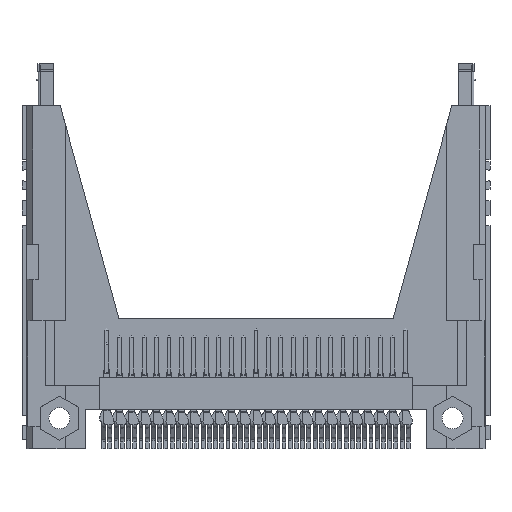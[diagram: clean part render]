
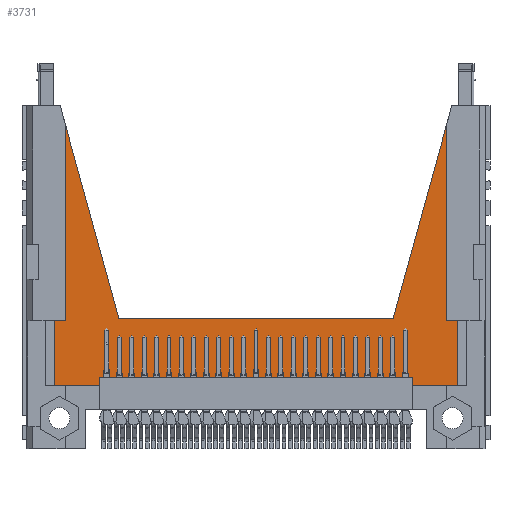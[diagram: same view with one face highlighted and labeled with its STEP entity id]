
A CAD part, top view. The second image highlights one B-rep face of the part: STEP entity #3731.
In plain terms, the highlighted planar face has unit normal (0, 0, 1).
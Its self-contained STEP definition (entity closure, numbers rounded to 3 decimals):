
#3731 = ADVANCED_FACE( '', ( #7196 ), #7197, .F. );
#7196 = FACE_OUTER_BOUND( '', #10778, .T. );
#7197 = PLANE( '', #10779 );
#10778 = EDGE_LOOP( '', ( #20254, #20255, #20256, #20257, #20258, #20259, #20260, #20261, #20262, #20263, #20264, #20265, #20266, #20267 ) );
#10779 = AXIS2_PLACEMENT_3D( '', #20268, #20269, #20270 );
#20254 = ORIENTED_EDGE( '', *, *, #23927, .F. );
#20255 = ORIENTED_EDGE( '', *, *, #21067, .F. );
#20256 = ORIENTED_EDGE( '', *, *, #23441, .T. );
#20257 = ORIENTED_EDGE( '', *, *, #22385, .F. );
#20258 = ORIENTED_EDGE( '', *, *, #22066, .F. );
#20259 = ORIENTED_EDGE( '', *, *, #23176, .F. );
#20260 = ORIENTED_EDGE( '', *, *, #21014, .T. );
#20261 = ORIENTED_EDGE( '', *, *, #21732, .F. );
#20262 = ORIENTED_EDGE( '', *, *, #24161, .F. );
#20263 = ORIENTED_EDGE( '', *, *, #20785, .F. );
#20264 = ORIENTED_EDGE( '', *, *, #24145, .F. );
#20265 = ORIENTED_EDGE( '', *, *, #21676, .T. );
#20266 = ORIENTED_EDGE( '', *, *, #23877, .T. );
#20267 = ORIENTED_EDGE( '', *, *, #24165, .F. );
#20268 = CARTESIAN_POINT( '', ( 20.625, -10.2, 0.5 ) );
#20269 = DIRECTION( '', ( 0., 0., -1. ) );
#20270 = DIRECTION( '', ( -1., 0., 0. ) );
#20785 = EDGE_CURVE( '', #24845, #24841, #24847, .T. );
#21014 = EDGE_CURVE( '', #25249, #25247, #25250, .T. );
#21067 = EDGE_CURVE( '', #25337, #25340, #25341, .T. );
#21676 = EDGE_CURVE( '', #26340, #26338, #26341, .T. );
#21732 = EDGE_CURVE( '', #26431, #25247, #26433, .T. );
#22066 = EDGE_CURVE( '', #26963, #26965, #26966, .T. );
#22385 = EDGE_CURVE( '', #26965, #27432, #27433, .T. );
#23176 = EDGE_CURVE( '', #25249, #26963, #28508, .T. );
#23441 = EDGE_CURVE( '', #25337, #27432, #28835, .T. );
#23877 = EDGE_CURVE( '', #26338, #29339, #29341, .T. );
#23927 = EDGE_CURVE( '', #25340, #29393, #29394, .T. );
#24145 = EDGE_CURVE( '', #26340, #24845, #29625, .T. );
#24161 = EDGE_CURVE( '', #24841, #26431, #29641, .T. );
#24165 = EDGE_CURVE( '', #29393, #29339, #29645, .T. );
#24841 = VERTEX_POINT( '', #30613 );
#24845 = VERTEX_POINT( '', #30619 );
#24847 = LINE( '', #30622, #30623 );
#25247 = VERTEX_POINT( '', #31189 );
#25249 = VERTEX_POINT( '', #31192 );
#25250 = LINE( '', #31193, #31194 );
#25337 = VERTEX_POINT( '', #31320 );
#25340 = VERTEX_POINT( '', #31324 );
#25341 = LINE( '', #31325, #31326 );
#26338 = VERTEX_POINT( '', #32784 );
#26340 = VERTEX_POINT( '', #32787 );
#26341 = LINE( '', #32788, #32789 );
#26431 = VERTEX_POINT( '', #32921 );
#26433 = LINE( '', #32924, #32925 );
#26963 = VERTEX_POINT( '', #33745 );
#26965 = VERTEX_POINT( '', #33748 );
#26966 = LINE( '', #33749, #33750 );
#27432 = VERTEX_POINT( '', #34454 );
#27433 = LINE( '', #34455, #34456 );
#28508 = LINE( '', #36090, #36091 );
#28835 = LINE( '', #36582, #36583 );
#29339 = VERTEX_POINT( '', #37344 );
#29341 = LINE( '', #37347, #37348 );
#29393 = VERTEX_POINT( '', #37417 );
#29394 = LINE( '', #37418, #37419 );
#29625 = LINE( '', #37728, #37729 );
#29641 = LINE( '', #37747, #37748 );
#29645 = LINE( '', #37752, #37753 );
#30613 = CARTESIAN_POINT( '', ( 16., -11.1, 0.5 ) );
#30619 = CARTESIAN_POINT( '', ( 17.45, -11.1, 0.5 ) );
#30622 = CARTESIAN_POINT( '', ( 20.625, -11.1, 0.5 ) );
#30623 = VECTOR( '', #38128, 1000. );
#31189 = CARTESIAN_POINT( '', ( -16., -10.2, 0.5 ) );
#31192 = CARTESIAN_POINT( '', ( -16., -11.1, 0.5 ) );
#31193 = CARTESIAN_POINT( '', ( -16., -11.1, 0.5 ) );
#31194 = VECTOR( '', #38350, 1000. );
#31320 = CARTESIAN_POINT( '', ( -20., 17.5, 0.5 ) );
#31324 = CARTESIAN_POINT( '', ( -14., -4.2, 0.5 ) );
#31325 = CARTESIAN_POINT( '', ( -14., -4.2, 0.5 ) );
#31326 = VECTOR( '', #38397, 1000. );
#32784 = CARTESIAN_POINT( '', ( 20.625, 17.5, 0.5 ) );
#32787 = CARTESIAN_POINT( '', ( 20.625, -11.1, 0.5 ) );
#32788 = CARTESIAN_POINT( '', ( 20.625, -10.2, 0.5 ) );
#32789 = VECTOR( '', #39016, 1000. );
#32921 = CARTESIAN_POINT( '', ( 16., -10.2, 0.5 ) );
#32924 = CARTESIAN_POINT( '', ( 20.625, -10.2, 0.5 ) );
#32925 = VECTOR( '', #39072, 1000. );
#33745 = CARTESIAN_POINT( '', ( -17.45, -11.1, 0.5 ) );
#33748 = CARTESIAN_POINT( '', ( -20.625, -11.1, 0.5 ) );
#33749 = CARTESIAN_POINT( '', ( -16., -11.1, 0.5 ) );
#33750 = VECTOR( '', #39389, 1000. );
#34454 = CARTESIAN_POINT( '', ( -20.625, 17.5, 0.5 ) );
#34455 = CARTESIAN_POINT( '', ( -20.625, -10.2, 0.5 ) );
#34456 = VECTOR( '', #39671, 1000. );
#36090 = CARTESIAN_POINT( '', ( -16., -11.1, 0.5 ) );
#36091 = VECTOR( '', #40395, 1000. );
#36582 = CARTESIAN_POINT( '', ( 20.625, 17.5, 0.5 ) );
#36583 = VECTOR( '', #40644, 1000. );
#37344 = CARTESIAN_POINT( '', ( 20., 17.5, 0.5 ) );
#37347 = CARTESIAN_POINT( '', ( 20.625, 17.5, 0.5 ) );
#37348 = VECTOR( '', #40967, 1000. );
#37417 = CARTESIAN_POINT( '', ( 14., -4.2, 0.5 ) );
#37418 = CARTESIAN_POINT( '', ( 14., -4.2, 0.5 ) );
#37419 = VECTOR( '', #41003, 1000. );
#37728 = CARTESIAN_POINT( '', ( 20.625, -11.1, 0.5 ) );
#37729 = VECTOR( '', #41095, 1000. );
#37747 = CARTESIAN_POINT( '', ( 16., -11.1, 0.5 ) );
#37748 = VECTOR( '', #41098, 1000. );
#37752 = CARTESIAN_POINT( '', ( 20., 17.5, 0.5 ) );
#37753 = VECTOR( '', #41099, 1000. );
#38128 = DIRECTION( '', ( -1., 0., 0. ) );
#38350 = DIRECTION( '', ( 0., 1., 0. ) );
#38397 = DIRECTION( '', ( 0.266, -0.964, 0. ) );
#39016 = DIRECTION( '', ( 0., 1., 0. ) );
#39072 = DIRECTION( '', ( -1., 0., 0. ) );
#39389 = DIRECTION( '', ( -1., 0., 0. ) );
#39671 = DIRECTION( '', ( 0., 1., 0. ) );
#40395 = DIRECTION( '', ( -1., 0., 0. ) );
#40644 = DIRECTION( '', ( -1., 0., 0. ) );
#40967 = DIRECTION( '', ( -1., 0., 0. ) );
#41003 = DIRECTION( '', ( 1., 0., 0. ) );
#41095 = DIRECTION( '', ( -1., 0., 0. ) );
#41098 = DIRECTION( '', ( 0., 1., 0. ) );
#41099 = DIRECTION( '', ( 0.266, 0.964, 0. ) );
